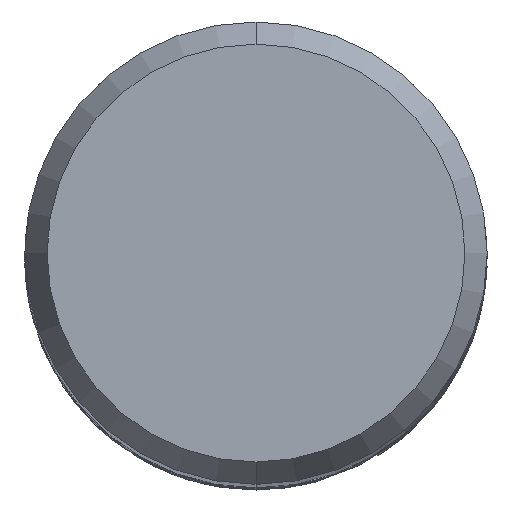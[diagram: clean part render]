
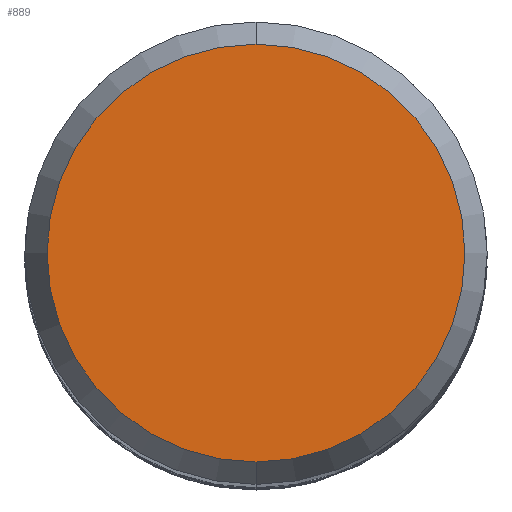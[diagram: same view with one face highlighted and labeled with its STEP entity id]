
A CAD part, top view. The second image highlights one B-rep face of the part: STEP entity #889.
In plain terms, the highlighted planar face has unit normal (0, 0, 1).
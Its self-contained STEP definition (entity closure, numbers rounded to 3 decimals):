
#889=ADVANCED_FACE('',(#1943),#1944,.T.);
#1129=VERTEX_POINT('',#2210);
#1253=EDGE_CURVE('',#1129,#1283,#2343,.T.);
#1277=EDGE_CURVE('',#1283,#1129,#2368,.T.);
#1283=VERTEX_POINT('',#2374);
#1943=FACE_OUTER_BOUND('',#7151,.T.);
#1944=PLANE('',#7152);
#2210=CARTESIAN_POINT('',(0.,-5.423,0.0));
#2343=CIRCLE('',#13570,5.423);
#2368=CIRCLE('',#14163,5.423);
#2374=CARTESIAN_POINT('',(0.0,5.423,0.0));
#7151=EDGE_LOOP('',(#19276,#19277));
#7152=AXIS2_PLACEMENT_3D('',#19278,#19279,#19280);
#13570=AXIS2_PLACEMENT_3D('',#19651,#19652,#19653);
#14163=AXIS2_PLACEMENT_3D('',#19666,#19667,#19668);
#19276=ORIENTED_EDGE('',*,*,#1277,.F.);
#19277=ORIENTED_EDGE('',*,*,#1253,.F.);
#19278=CARTESIAN_POINT('',(0.0,2.711,0.0));
#19279=DIRECTION('',(-0.0,0.0,1.0));
#19280=DIRECTION('',(0.0,-1.0,0.0));
#19651=CARTESIAN_POINT('',(0.0,0.0,0.0));
#19652=DIRECTION('',(0.0,0.0,-1.0));
#19653=DIRECTION('',(0.0,1.0,0.0));
#19666=CARTESIAN_POINT('',(0.0,0.0,0.0));
#19667=DIRECTION('',(0.0,0.0,-1.0));
#19668=DIRECTION('',(0.0,1.0,0.0));
